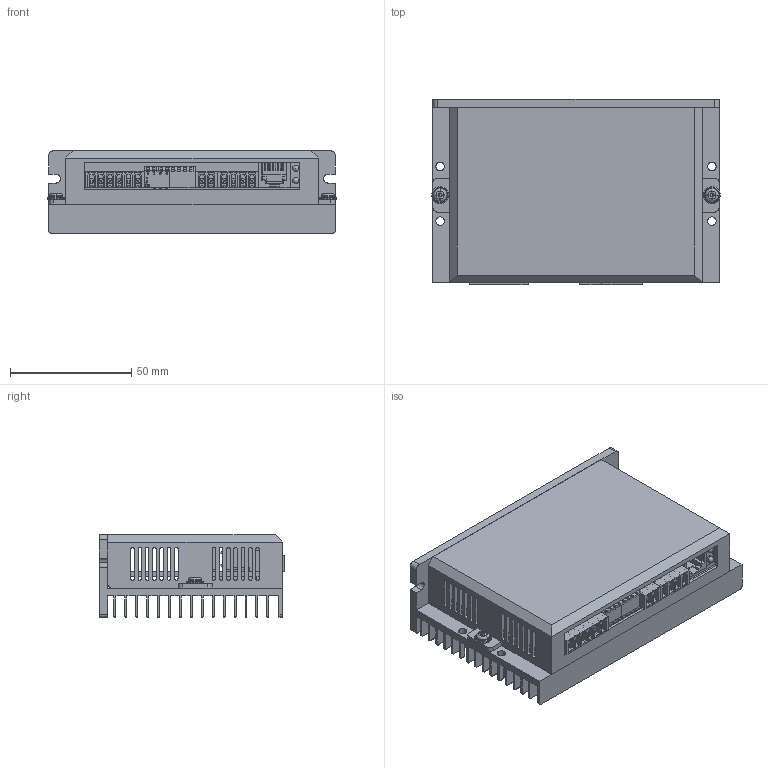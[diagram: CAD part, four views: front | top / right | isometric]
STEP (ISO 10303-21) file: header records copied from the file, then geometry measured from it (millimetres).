
FILE_DESCRIPTION (( 'STEP AP214' ), '1' );
FILE_NAME ('DM805-AI_3D.STEP', '2019-08-19T14:33:06', ( '' ), ( '' ), 'SwSTEP 2.0', 'SolidWorks 2017', '' );
FILE_SCHEMA (( 'AUTOMOTIVE_DESIGN' ));
Length unit declared in the file: inch
Products named in the file (1): DM805-AI_3D
Bounding box: 119 x 76.5 x 34 mm (x, y, z)
Volume: 94131.3 mm3; surface area: 105768.9 mm2
Topology: 17 solids, 17 shells, 1450 faces, 4092 edges, 2709 vertices
Faces by surface type: plane 1066, cylinder 315, torus 40, cone 16, bspline 11, sphere 2
Entity records: 59575 total; most frequent: CARTESIAN_POINT 21452, ORIENTED_EDGE 8176, DIRECTION 7020, EDGE_CURVE 4088, VECTOR 3098, LINE 3098, VERTEX_POINT 2708, AXIS2_PLACEMENT_3D 1961
